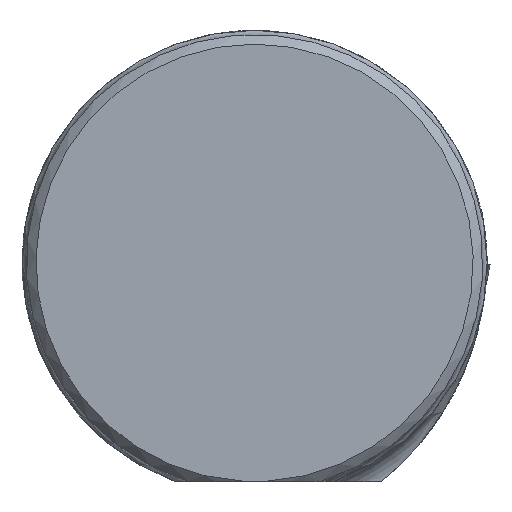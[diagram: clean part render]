
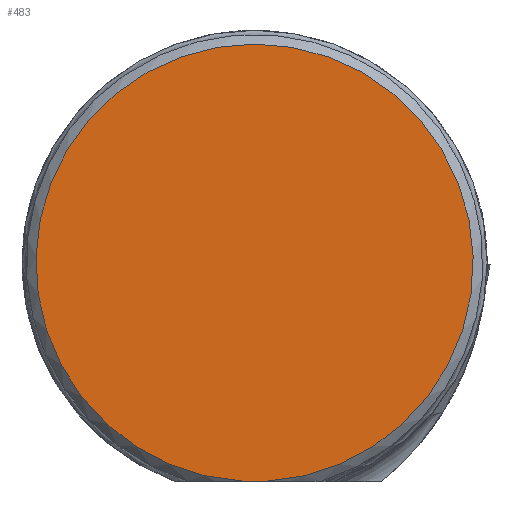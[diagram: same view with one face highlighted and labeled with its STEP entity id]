
A CAD part, top view. The second image highlights one B-rep face of the part: STEP entity #483.
In plain terms, the highlighted planar face has unit normal (0, 0, 1).
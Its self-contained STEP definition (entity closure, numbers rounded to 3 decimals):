
#199=PLANE('',#1957);
#229=LINE('',#2609,#342);
#342=VECTOR('',#2085,1.);
#483=ADVANCED_FACE('',(#589),#199,.F.);
#589=FACE_OUTER_BOUND('',#690,.T.);
#690=EDGE_LOOP('',(#985,#986));
#782=CIRCLE('',#1955,15.325);
#985=ORIENTED_EDGE('',*,*,#1529,.F.);
#986=ORIENTED_EDGE('',*,*,#1612,.F.);
#1362=VERTEX_POINT('',#2608);
#1363=VERTEX_POINT('',#2610);
#1529=EDGE_CURVE('',#1362,#1363,#229,.T.);
#1612=EDGE_CURVE('',#1363,#1362,#782,.T.);
#1955=AXIS2_PLACEMENT_3D('',#2865,#2221,#2222);
#1957=AXIS2_PLACEMENT_3D('',#2867,#2225,#2226);
#2085=DIRECTION('',(-1.,0.,0.));
#2221=DIRECTION('',(0.,0.,-1.));
#2222=DIRECTION('',(1.,0.,0.));
#2225=DIRECTION('',(0.,0.,-1.));
#2226=DIRECTION('',(1.,0.,0.));
#2608=CARTESIAN_POINT('',(0.875,-15.3,0.));
#2609=CARTESIAN_POINT('',(0.,-15.3,0.));
#2610=CARTESIAN_POINT('',(-0.875,-15.3,0.));
#2865=CARTESIAN_POINT('',(0.,0.,0.));
#2867=CARTESIAN_POINT('',(0.,0.,0.));
